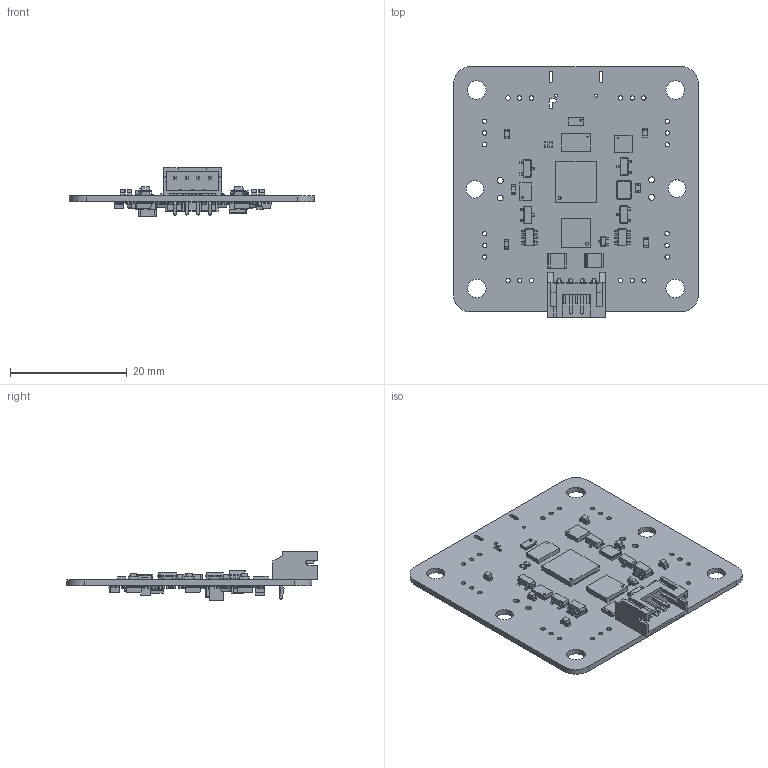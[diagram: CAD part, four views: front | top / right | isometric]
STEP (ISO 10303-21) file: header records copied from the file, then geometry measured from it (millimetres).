
FILE_DESCRIPTION(('KiCad electronic assembly'),'2;1');
FILE_NAME('Remote_A2.step','2025-11-04T23:43:49',('Pcbnew'),('Kicad'), 'Open CASCADE STEP processor 7.7','KiCad to STEP converter','Unknown' );
FILE_SCHEMA(('AUTOMOTIVE_DESIGN { 1 0 10303 214 1 1 1 1 }'));
Length unit declared in the file: millimetre
Products named in the file (44): Remote_A2 1; DFN-8-1EP_3x2mm_P0.5mm_EP1.7x1.6mm; QFN-56-1EP_7x7mm_P0.4mm_EP5.6x5.6mm; QFN-56-1EP_7x7mm_Pitch0.4mm; Crystal_SMD_3225-4Pin_3.2x2.5mm; LED_0603_1608Metric; Black-JST_PH_S4B-PH-K_1x04_P2.00mm_Horizontal; JST_S4B_PH_K; LGA-14_3x5mm_P0.8mm_LayoutBorder1x6y; LGA_14_3x5mm_P08mm_LayoutBorder1x6y; R_0402_1005Metric; R_1210_3225Metric; QFN-28-1EP_5x5mm_P0.5mm_EP3.35x3.35mm; QFN-28-1EP_5x5mm_Pitch0.5mm; SOT-23; SOT_23; SOT-23-6; SOT_23_6; WQFN-16-1EP_3x3mm_P0.5mm_EP1.6x1.6mm; WQFN_16_1EP_3x3mm_P05mm_EP16x16mm; UDFN-10_1.35x2.6mm_P0.5mm; UDFN_10_135x26mm_Pitch05mm; SOT523; part; C_1206_3216Metric; C_0402_1005Metric; C_0805_2012Metric; D_SOD-123F; D_SOD_123F; SOT-563; SOT_563; L_Wuerth_MAPI-3020; L_Wuerth_MAPI_3020; L_1210_3225Metric; Retool_PCB
Assembly tree (151 placements, depth 3):
  Remote_A2 1
    DFN-8-1EP_3x2mm_P0.5mm_EP1.7x1.6mm
      DFN-8-1EP_3x2mm_P0.5mm_EP1.7x1.6mm
    QFN-56-1EP_7x7mm_P0.4mm_EP5.6x5.6mm
      QFN-56-1EP_7x7mm_Pitch0.4mm
    Crystal_SMD_3225-4Pin_3.2x2.5mm
      Crystal_SMD_3225-4Pin_3.2x2.5mm
    LED_0603_1608Metric  x6
      LED_0603_1608Metric
    Black-JST_PH_S4B-PH-K_1x04_P2.00mm_Horizontal
      JST_S4B_PH_K
    LGA-14_3x5mm_P0.8mm_LayoutBorder1x6y
      LGA_14_3x5mm_P08mm_LayoutBorder1x6y
    R_0402_1005Metric  x42
      R_0402_1005Metric
    R_1210_3225Metric  x3
      R_1210_3225Metric
    QFN-28-1EP_5x5mm_P0.5mm_EP3.35x3.35mm
      QFN-28-1EP_5x5mm_Pitch0.5mm
    SOT-23  x5
      SOT_23
    SOT-23-6  x2
      SOT_23_6
    WQFN-16-1EP_3x3mm_P0.5mm_EP1.6x1.6mm
      WQFN_16_1EP_3x3mm_P05mm_EP16x16mm
    UDFN-10_1.35x2.6mm_P0.5mm
      UDFN_10_135x26mm_Pitch05mm
    SOT523  x7
      part
    C_1206_3216Metric  x3
      C_1206_3216Metric
    C_0402_1005Metric  x37
      C_0402_1005Metric
    C_0805_2012Metric  x4
      C_0805_2012Metric
    D_SOD-123F  x9
      D_SOD_123F
    SOT-563
      SOT_563
    L_Wuerth_MAPI-3020
      L_Wuerth_MAPI_3020
    L_1210_3225Metric
      L_1210_3225Metric
    Retool_PCB
Bounding box: 42 x 42.94 x 8.45 mm (x, y, z)
Volume: 2120.4 mm3; surface area: 5371.2 mm2
Topology: 158 solids, 158 shells, 5244 faces, 13606 edges, 8810 vertices
Faces by surface type: plane 3579, cylinder 1362, bspline 299, sphere 4
Full cylindrical faces by diameter (mm): 0.085 x7, 0.2 x2, 0.25 x1, 0.3 x9, 0.35 x10, 0.4 x1, 0.5 x2, 0.55 x2, 0.75 x28, 1.02 x4, 3 x2, 3.2 x4
Entity records: 67594 total; most frequent: CARTESIAN_POINT 11203, ORIENTED_EDGE 9418, DIRECTION 8882, EDGE_CURVE 4709, LINE 3944, VECTOR 3944, VERTEX_POINT 3072, AXIS2_PLACEMENT_3D 2469
